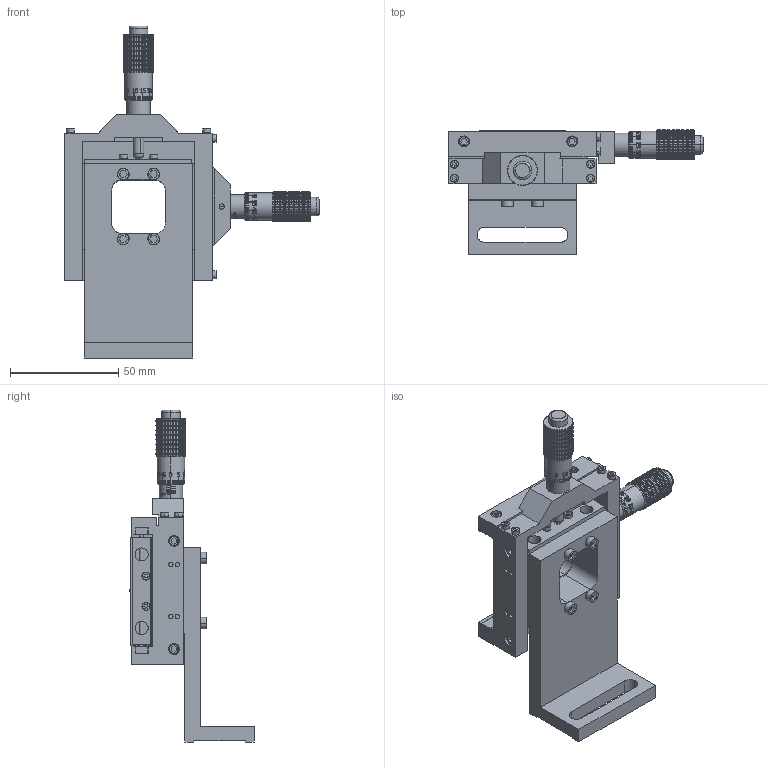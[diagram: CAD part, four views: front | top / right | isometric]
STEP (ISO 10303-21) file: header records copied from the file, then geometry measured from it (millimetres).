
FILE_DESCRIPTION(/* description */ (''),/* implementation_level */ '2;1');
FILE_NAME(/* name */ '02_2TS4-HOL-MS15-B1',/* time_stamp */ '2025-05-14T14:53:24+03:00',/* author */ (''),/* organization */ (''),/* preprocessor_version */ 'ST-DEVELOPER v16.5',/* originating_system */ 'Rhino 7.34',/* authorisation */ '');
FILE_SCHEMA (('AUTOMOTIVE_DESIGN'));
Products named in the file (1): Document
Bounding box: 117.5 x 57.45 x 153.5 mm (x, y, z)
Volume: 116376.9 mm3; surface area: 68906.6 mm2
Topology: 18 solids, 18 shells, 7624 faces, 22806 edges, 13849 vertices
Faces by surface type: plane 6332, cylinder 650, bspline 642
Entity records: 236634 total; most frequent: CARTESIAN_POINT 88829, ORIENTED_EDGE 45612, EDGE_CURVE 22806, B_SPLINE_CURVE_WITH_KNOTS 20560, VERTEX_POINT 13853, EDGE_LOOP 7921, ADVANCED_FACE 7624, FACE_OUTER_BOUND 7624
